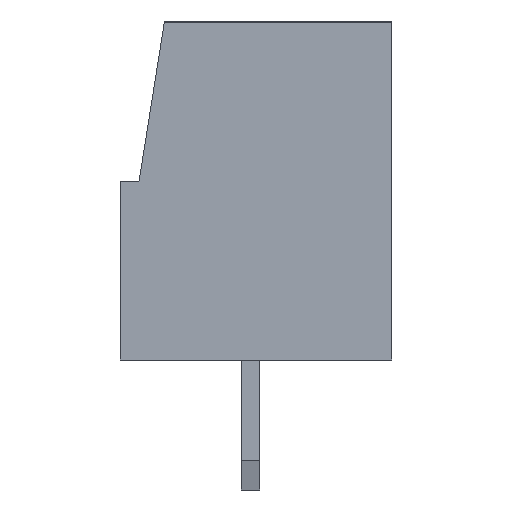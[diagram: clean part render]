
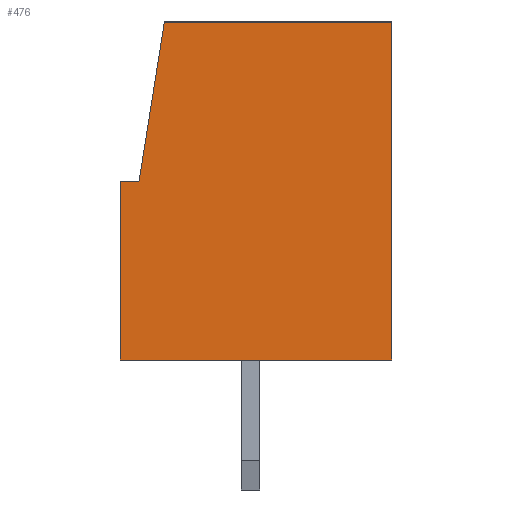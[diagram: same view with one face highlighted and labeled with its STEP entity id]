
A CAD part, left-side view. The second image highlights one B-rep face of the part: STEP entity #476.
In plain terms, the highlighted planar face has unit normal (-1, 0, 0).
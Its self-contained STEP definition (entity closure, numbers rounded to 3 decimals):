
#476 = ADVANCED_FACE( '', ( #1075 ), #1076, .F. );
#1075 = FACE_OUTER_BOUND( '', #1840, .T. );
#1076 = PLANE( '', #1841 );
#1840 = EDGE_LOOP( '', ( #2757, #2758, #2759, #2760, #2761, #2762 ) );
#1841 = AXIS2_PLACEMENT_3D( '', #2763, #2764, #2765 );
#2757 = ORIENTED_EDGE( '', *, *, #4948, .T. );
#2758 = ORIENTED_EDGE( '', *, *, #4949, .T. );
#2759 = ORIENTED_EDGE( '', *, *, #4950, .T. );
#2760 = ORIENTED_EDGE( '', *, *, #4951, .T. );
#2761 = ORIENTED_EDGE( '', *, *, #4952, .T. );
#2762 = ORIENTED_EDGE( '', *, *, #4953, .T. );
#2763 = CARTESIAN_POINT( '', ( -1.75, -8.03, -3.632 ) );
#2764 = DIRECTION( '', ( 1., 0., 0. ) );
#2765 = DIRECTION( '', ( 0., 1., 0. ) );
#4948 = EDGE_CURVE( '', #5989, #5990, #5991, .T. );
#4949 = EDGE_CURVE( '', #5990, #5992, #5993, .T. );
#4950 = EDGE_CURVE( '', #5992, #5994, #5995, .T. );
#4951 = EDGE_CURVE( '', #5994, #5996, #5997, .T. );
#4952 = EDGE_CURVE( '', #5996, #5998, #5999, .T. );
#4953 = EDGE_CURVE( '', #5998, #5989, #6000, .T. );
#5989 = VERTEX_POINT( '', #7472 );
#5990 = VERTEX_POINT( '', #7473 );
#5991 = LINE( '', #7474, #7475 );
#5992 = VERTEX_POINT( '', #7476 );
#5993 = LINE( '', #7477, #7478 );
#5994 = VERTEX_POINT( '', #7479 );
#5995 = LINE( '', #7480, #7481 );
#5996 = VERTEX_POINT( '', #7482 );
#5997 = LINE( '', #7483, #7484 );
#5998 = VERTEX_POINT( '', #7485 );
#5999 = LINE( '', #7486, #7487 );
#6000 = LINE( '', #7488, #7489 );
#7472 = CARTESIAN_POINT( '', ( -1.75, -7.3, 0. ) );
#7473 = CARTESIAN_POINT( '', ( -1.75, -7.3, 9.1 ) );
#7474 = CARTESIAN_POINT( '', ( -1.75, -7.3, 0. ) );
#7475 = VECTOR( '', #9164, 1000. );
#7476 = CARTESIAN_POINT( '', ( -1.75, -1.181, 9.1 ) );
#7477 = CARTESIAN_POINT( '', ( -1.75, -3.5, 9.1 ) );
#7478 = VECTOR( '', #9165, 1000. );
#7479 = CARTESIAN_POINT( '', ( -1.75, -0.5, 4.8 ) );
#7480 = CARTESIAN_POINT( '', ( -1.75, 0.26, 0. ) );
#7481 = VECTOR( '', #9166, 1000. );
#7482 = CARTESIAN_POINT( '', ( -1.75, 0., 4.8 ) );
#7483 = CARTESIAN_POINT( '', ( -1.75, -3.5, 4.8 ) );
#7484 = VECTOR( '', #9167, 1000. );
#7485 = CARTESIAN_POINT( '', ( -1.75, 0., 0. ) );
#7486 = CARTESIAN_POINT( '', ( -1.75, 0., 0. ) );
#7487 = VECTOR( '', #9168, 1000. );
#7488 = CARTESIAN_POINT( '', ( -1.75, -3.5, 0. ) );
#7489 = VECTOR( '', #9169, 1000. );
#9164 = DIRECTION( '', ( 0., 0., 1. ) );
#9165 = DIRECTION( '', ( 0., 1., 0. ) );
#9166 = DIRECTION( '', ( 0., 0.156, -0.988 ) );
#9167 = DIRECTION( '', ( 0., 1., 0. ) );
#9168 = DIRECTION( '', ( 0., 0., -1. ) );
#9169 = DIRECTION( '', ( 0., -1., 0. ) );
